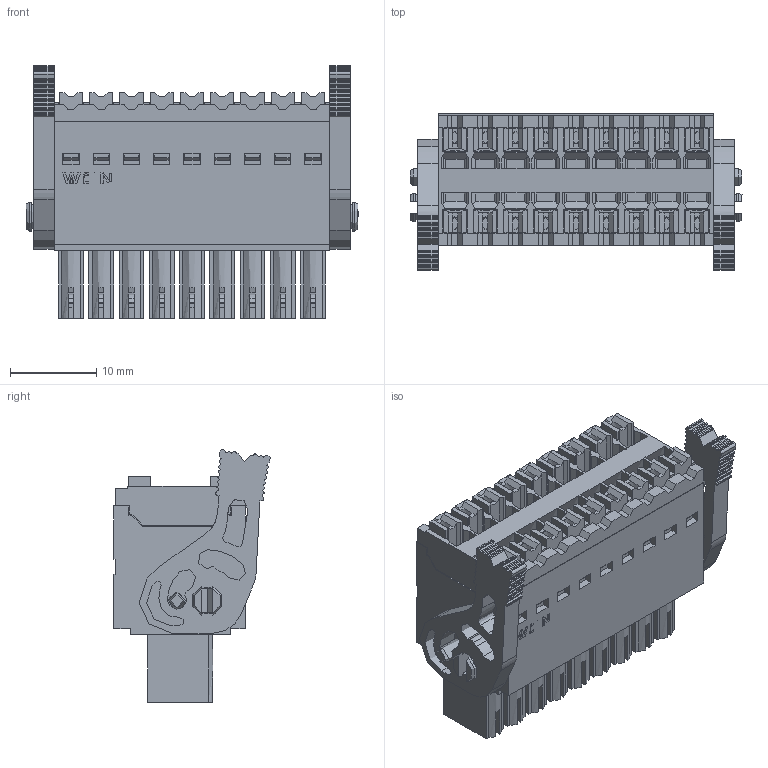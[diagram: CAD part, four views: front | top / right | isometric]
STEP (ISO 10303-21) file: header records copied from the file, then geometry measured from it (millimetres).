
FILE_DESCRIPTION( ('This file contains a STEP AP42 implementation' ,'as created by ZW3D STEP Interface translator.') ,'2;1' );
FILE_NAME( 'PF350SW-2F09BSNP1.stp' ,'231129.142824', (''), ('ZWCAD Software Co.'), 'Version 1.0', 'ZW3D to STEP translator', '' );
FILE_SCHEMA(('AUTOMOTIVE_DESIGN { 1 0 10303 214 1 1 1 1 }'));
Length unit declared in the file: millimetre
Products named in the file (2): 0; PF350SW-2F09BSNP1
Bounding box: 38.4 x 18.08 x 29.2 mm (x, y, z)
Volume: 8740.8 mm3
Topology: 1 solids, 3 shells, 2918 faces, 8321 edges, 5412 vertices
Faces by surface type: plane 2222, cylinder 540, bspline 150, cone 6
Full cylindrical faces by diameter (mm): 1.4 x18, 1.95 x2
Entity records: 99228 total; most frequent: CARTESIAN_POINT 20261, ORIENTED_EDGE 16646, DIRECTION 14781, EDGE_CURVE 8323, VECTOR 6667, LINE 6667, VERTEX_POINT 5413, AXIS2_PLACEMENT_3D 4057
